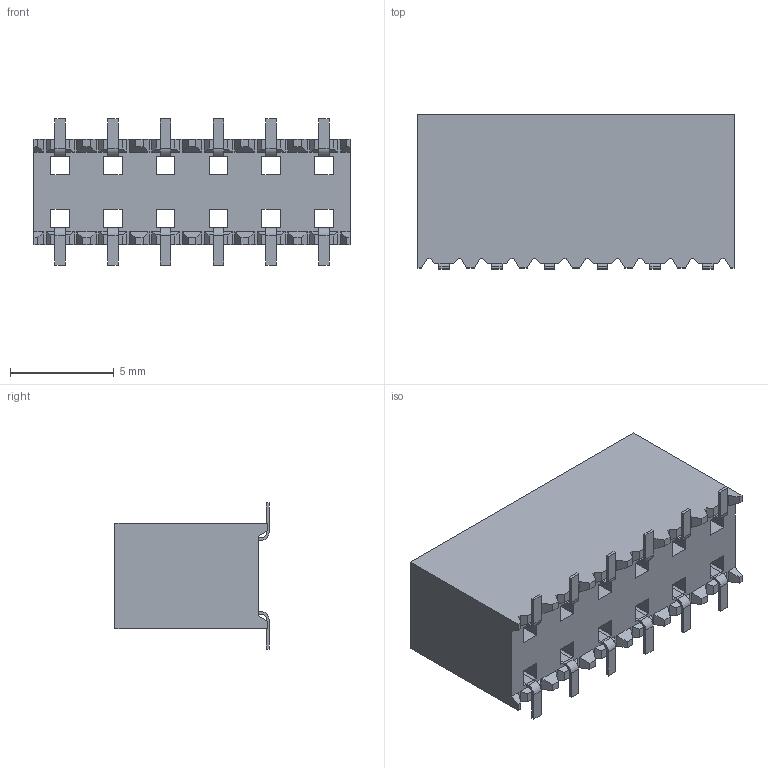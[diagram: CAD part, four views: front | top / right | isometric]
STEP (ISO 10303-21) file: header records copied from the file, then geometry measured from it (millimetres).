
FILE_DESCRIPTION( ( 'STEP AP214' ), '1' );
FILE_NAME( 'SSM-106-F-DV.stp', '2019-04-12T14:03:59', ( '' ), ( '' ), ' ', 'PARTsolutions', ' ' );
FILE_SCHEMA( ( 'AUTOMOTIVE_DESIGN { 1 0 10303 214 1 1 1 1 }' ) );
Length unit declared in the file: inch
Products named in the file (3): SSM-106-F-DV; _SSM-106-F-DV_body; _C-137-016
Assembly tree (2 placements, depth 2):
  SSM-106-F-DV
    _SSM-106-F-DV_body
    _C-137-016
Bounding box: 15.24 x 7.42 x 7.04 mm (x, y, z)
Volume: 470.9 mm3; surface area: 854.2 mm2
Topology: 2 solids, 2 shells, 293 faces, 864 edges, 576 vertices
Faces by surface type: plane 269, cylinder 24
Entity records: 12068 total; most frequent: CARTESIAN_POINT 1736, ORIENTED_EDGE 1728, DIRECTION 1504, EDGE_CURVE 864, LINE 816, VECTOR 816, VERTEX_POINT 576, AXIS2_PLACEMENT_3D 344
